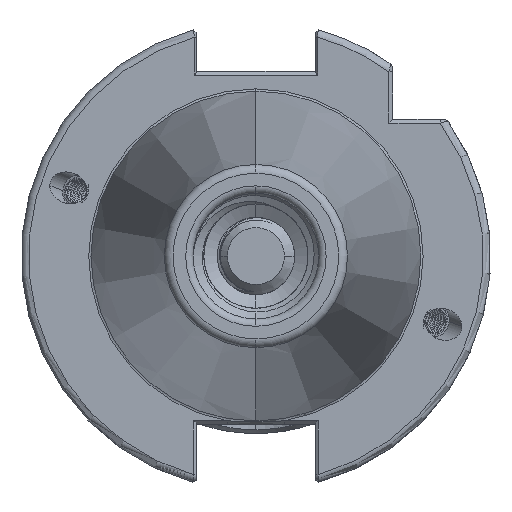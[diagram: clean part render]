
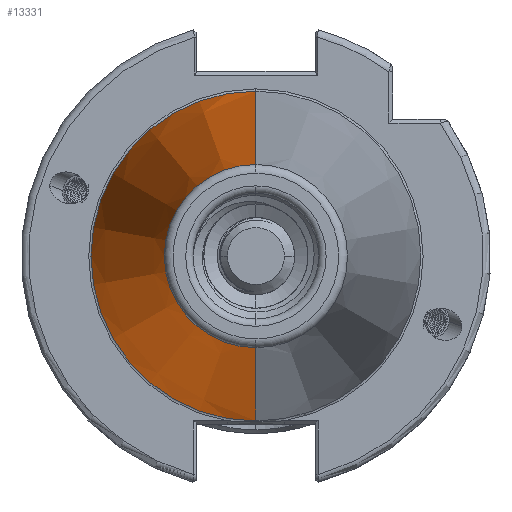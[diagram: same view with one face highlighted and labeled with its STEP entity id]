
A CAD part, left-side view. The second image highlights one B-rep face of the part: STEP entity #13331.
In plain terms, the highlighted conical face has half-angle 8.297 degrees and reference radius 22.692 mm.
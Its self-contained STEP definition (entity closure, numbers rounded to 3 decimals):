
#6142 = DIRECTION ( 'NONE',  ( 1., 0., 0. ) ) ;
#6144 = CARTESIAN_POINT ( 'NONE',  ( 0., 0., 0. ) ) ;
#6168 = DIRECTION ( 'NONE',  ( 0., 0., -1. ) ) ;
#9822 = AXIS2_PLACEMENT_3D ( 'NONE', #6144, #6142, #6168 ) ;
#11278 = EDGE_LOOP ( 'NONE', ( #14208, #14115, #14209, #14219 ) ) ;
#13331 = ADVANCED_FACE ( 'NONE', ( #24624 ), #24599, .T. ) ;
#14115 = ORIENTED_EDGE ( 'NONE', *, *, #15725, .T. ) ;
#14208 = ORIENTED_EDGE ( 'NONE', *, *, #15732, .T. ) ;
#14209 = ORIENTED_EDGE ( 'NONE', *, *, #15780, .F. ) ;
#14219 = ORIENTED_EDGE ( 'NONE', *, *, #15731, .F. ) ;
#14759 = VERTEX_POINT ( 'NONE', #16095 ) ;
#14775 = VERTEX_POINT ( 'NONE', #16149 ) ;
#14777 = VERTEX_POINT ( 'NONE', #16114 ) ;
#14805 = VERTEX_POINT ( 'NONE', #16144 ) ;
#15725 = EDGE_CURVE ( 'NONE', #14775, #14805, #19857, .T. ) ;
#15731 = EDGE_CURVE ( 'NONE', #14759, #14777, #19858, .T. ) ;
#15732 = EDGE_CURVE ( 'NONE', #14759, #14775, #19844, .T. ) ;
#15780 = EDGE_CURVE ( 'NONE', #14777, #14805, #19875, .T. ) ;
#16095 = CARTESIAN_POINT ( 'NONE',  ( -70.573, 0., -12.4 ) ) ;
#16114 = CARTESIAN_POINT ( 'NONE',  ( -2.5, 0., -22.327 ) ) ;
#16144 = CARTESIAN_POINT ( 'NONE',  ( -2.5, 0., 22.327 ) ) ;
#16149 = CARTESIAN_POINT ( 'NONE',  ( -70.573, 0., 12.4 ) ) ;
#18297 = AXIS2_PLACEMENT_3D ( 'NONE', #20753, #20735, #20726 ) ;
#18360 = AXIS2_PLACEMENT_3D ( 'NONE', #21709, #21715, #21725 ) ;
#19822 = VECTOR ( 'NONE', #20710, 1000. ) ;
#19829 = VECTOR ( 'NONE', #20752, 1000. ) ;
#19844 = CIRCLE ( 'NONE', #18297, 12.4 ) ;
#19857 = LINE ( 'NONE', #20692, #19822 ) ;
#19858 = LINE ( 'NONE', #20745, #19829 ) ;
#19875 = CIRCLE ( 'NONE', #18360, 22.327 ) ;
#20692 = CARTESIAN_POINT ( 'NONE',  ( 0., 0., 22.692 ) ) ;
#20710 = DIRECTION ( 'NONE',  ( 0.99, 0., 0.144 ) ) ;
#20726 = DIRECTION ( 'NONE',  ( 0., 0., 1. ) ) ;
#20735 = DIRECTION ( 'NONE',  ( 1., 0., 0. ) ) ;
#20745 = CARTESIAN_POINT ( 'NONE',  ( 0., 0., -22.692 ) ) ;
#20752 = DIRECTION ( 'NONE',  ( 0.99, 0., -0.144 ) ) ;
#20753 = CARTESIAN_POINT ( 'NONE',  ( -70.573, 0., 0. ) ) ;
#21709 = CARTESIAN_POINT ( 'NONE',  ( -2.5, 0., 0. ) ) ;
#21715 = DIRECTION ( 'NONE',  ( 1., 0., 0. ) ) ;
#21725 = DIRECTION ( 'NONE',  ( 0., 0., -1. ) ) ;
#24599 = CONICAL_SURFACE ( 'NONE', #9822, 22.692, 0.145 ) ;
#24624 = FACE_OUTER_BOUND ( 'NONE', #11278, .T. ) ;
